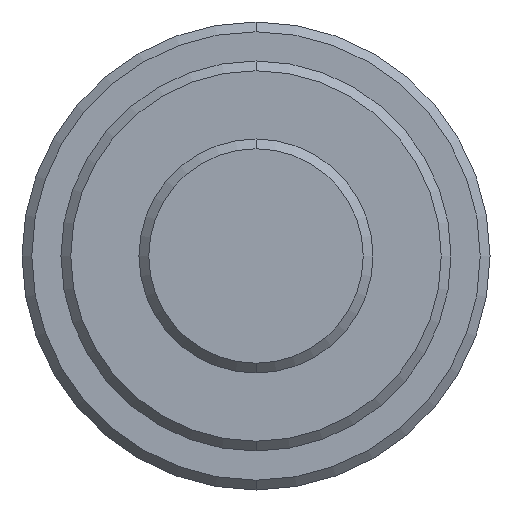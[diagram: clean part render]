
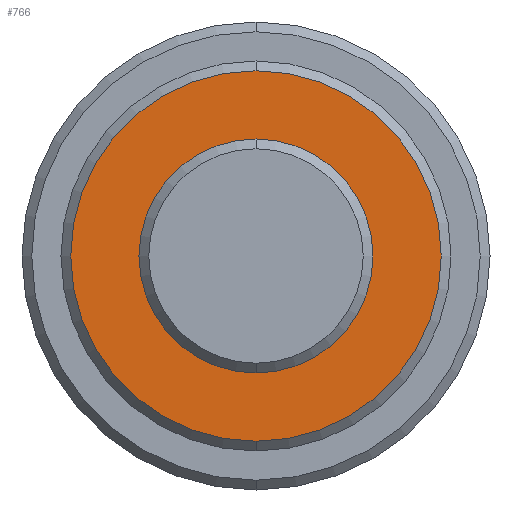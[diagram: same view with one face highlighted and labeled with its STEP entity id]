
A CAD part, front view. The second image highlights one B-rep face of the part: STEP entity #766.
In plain terms, the highlighted planar face has unit normal (0, -1, 0).
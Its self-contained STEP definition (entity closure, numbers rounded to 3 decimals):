
#37 = CARTESIAN_POINT ( 'NONE',  ( 0., 15., 0. ) ) ;
#46 = VERTEX_POINT ( 'NONE', #542 ) ;
#54 = EDGE_LOOP ( 'NONE', ( #501, #735 ) ) ;
#83 = ORIENTED_EDGE ( 'NONE', *, *, #529, .F. ) ;
#100 = DIRECTION ( 'NONE',  ( 0., -1., 0. ) ) ;
#131 = AXIS2_PLACEMENT_3D ( 'NONE', #683, #746, #570 ) ;
#155 = ORIENTED_EDGE ( 'NONE', *, *, #649, .F. ) ;
#161 = EDGE_CURVE ( 'NONE', #46, #728, #237, .T. ) ;
#185 = AXIS2_PLACEMENT_3D ( 'NONE', #434, #196, #248 ) ;
#196 = DIRECTION ( 'NONE',  ( 0., -1., 0. ) ) ;
#202 = AXIS2_PLACEMENT_3D ( 'NONE', #368, #569, #517 ) ;
#213 = CIRCLE ( 'NONE', #354, 3. ) ;
#217 = VERTEX_POINT ( 'NONE', #681 ) ;
#222 = FACE_BOUND ( 'NONE', #652, .T. ) ;
#237 = CIRCLE ( 'NONE', #131, 4.75 ) ;
#248 = DIRECTION ( 'NONE',  ( 0., 0., -1. ) ) ;
#265 = VERTEX_POINT ( 'NONE', #334 ) ;
#285 = AXIS2_PLACEMENT_3D ( 'NONE', #580, #768, #698 ) ;
#334 = CARTESIAN_POINT ( 'NONE',  ( 0., 15., -3. ) ) ;
#342 = EDGE_CURVE ( 'NONE', #728, #46, #734, .T. ) ;
#354 = AXIS2_PLACEMENT_3D ( 'NONE', #37, #100, #531 ) ;
#368 = CARTESIAN_POINT ( 'NONE',  ( 0., 15., 0. ) ) ;
#434 = CARTESIAN_POINT ( 'NONE',  ( 3., 15., 0. ) ) ;
#472 = CARTESIAN_POINT ( 'NONE',  ( 0., 15., 4.75 ) ) ;
#501 = ORIENTED_EDGE ( 'NONE', *, *, #342, .T. ) ;
#505 = PLANE ( 'NONE',  #185 ) ;
#517 = DIRECTION ( 'NONE',  ( 0., 0., -1. ) ) ;
#529 = EDGE_CURVE ( 'NONE', #217, #265, #213, .T. ) ;
#531 = DIRECTION ( 'NONE',  ( 0., 0., -1. ) ) ;
#542 = CARTESIAN_POINT ( 'NONE',  ( 0., 15., -4.75 ) ) ;
#561 = FACE_OUTER_BOUND ( 'NONE', #54, .T. ) ;
#569 = DIRECTION ( 'NONE',  ( 0., -1., 0. ) ) ;
#570 = DIRECTION ( 'NONE',  ( 0., 0., -1. ) ) ;
#580 = CARTESIAN_POINT ( 'NONE',  ( 0., 15., 0. ) ) ;
#649 = EDGE_CURVE ( 'NONE', #265, #217, #793, .T. ) ;
#652 = EDGE_LOOP ( 'NONE', ( #155, #83 ) ) ;
#681 = CARTESIAN_POINT ( 'NONE',  ( 0., 15., 3. ) ) ;
#683 = CARTESIAN_POINT ( 'NONE',  ( 0., 15., 0. ) ) ;
#698 = DIRECTION ( 'NONE',  ( 0., 0., -1. ) ) ;
#728 = VERTEX_POINT ( 'NONE', #472 ) ;
#734 = CIRCLE ( 'NONE', #285, 4.75 ) ;
#735 = ORIENTED_EDGE ( 'NONE', *, *, #161, .T. ) ;
#746 = DIRECTION ( 'NONE',  ( 0., -1., 0. ) ) ;
#766 = ADVANCED_FACE ( 'NONE', ( #561, #222 ), #505, .T. ) ;
#768 = DIRECTION ( 'NONE',  ( 0., -1., 0. ) ) ;
#793 = CIRCLE ( 'NONE', #202, 3. ) ;
